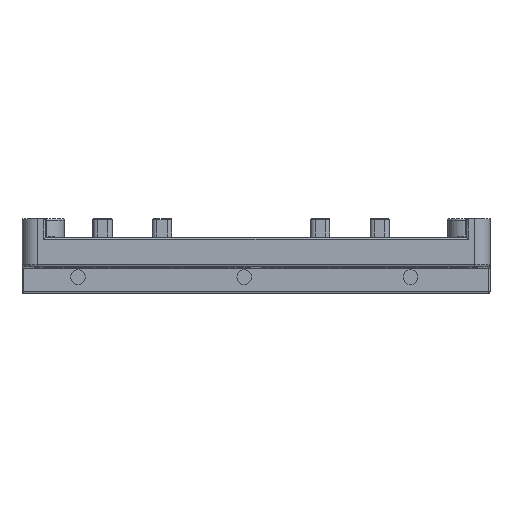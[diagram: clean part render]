
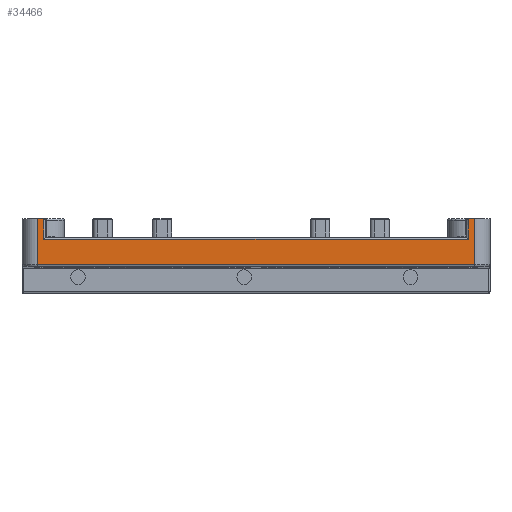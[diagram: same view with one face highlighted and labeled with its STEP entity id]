
A CAD part, top view. The second image highlights one B-rep face of the part: STEP entity #34466.
In plain terms, the highlighted planar face has unit normal (0, 0, 1).
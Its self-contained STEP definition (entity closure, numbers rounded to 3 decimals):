
#153 = ORIENTED_EDGE ( 'NONE', *, *, #13294, .T. ) ;
#313 = PLANE ( 'NONE',  #19529 ) ;
#721 = EDGE_CURVE ( 'NONE', #26808, #19677, #26249, .T. ) ;
#2201 = CARTESIAN_POINT ( 'NONE',  ( -85.15, 18.5, 156.14 ) ) ;
#2202 = CARTESIAN_POINT ( 'NONE',  ( -82.15, 18.5, 156.14 ) ) ;
#2431 = DIRECTION ( 'NONE',  ( -1., 0., 0. ) ) ;
#3240 = CARTESIAN_POINT ( 'NONE',  ( 85.15, 18.5, 156.14 ) ) ;
#4042 = VECTOR ( 'NONE', #14764, 1000. ) ;
#4360 = VECTOR ( 'NONE', #2431, 1000. ) ;
#4435 = CARTESIAN_POINT ( 'NONE',  ( -82.15, 0.5, 156.14 ) ) ;
#7138 = DIRECTION ( 'NONE',  ( 0., 1., 0. ) ) ;
#7366 = VERTEX_POINT ( 'NONE', #2201 ) ;
#7542 = DIRECTION ( 'NONE',  ( 0., 0., -1. ) ) ;
#8305 = VERTEX_POINT ( 'NONE', #39737 ) ;
#8785 = CARTESIAN_POINT ( 'NONE',  ( -82.65, 18.5, 156.14 ) ) ;
#9895 = EDGE_CURVE ( 'NONE', #52273, #26808, #35385, .T. ) ;
#10489 = VECTOR ( 'NONE', #20767, 1000. ) ;
#10498 = LINE ( 'NONE', #34334, #4360 ) ;
#10702 = CARTESIAN_POINT ( 'NONE',  ( 82.15, 18.5, 156.14 ) ) ;
#11825 = FACE_OUTER_BOUND ( 'NONE', #27679, .T. ) ;
#12878 = VECTOR ( 'NONE', #7138, 1000. ) ;
#13294 = EDGE_CURVE ( 'NONE', #7366, #21601, #48028, .T. ) ;
#13774 = LINE ( 'NONE', #4435, #10489 ) ;
#14764 = DIRECTION ( 'NONE',  ( 0., 1., 0. ) ) ;
#14780 = LINE ( 'NONE', #2202, #47703 ) ;
#15134 = CARTESIAN_POINT ( 'NONE',  ( -82.65, 11., 156.14 ) ) ;
#15574 = CARTESIAN_POINT ( 'NONE',  ( -82.15, 11., 156.14 ) ) ;
#16410 = LINE ( 'NONE', #15134, #12878 ) ;
#19394 = DIRECTION ( 'NONE',  ( 0., -1., 0. ) ) ;
#19529 = AXIS2_PLACEMENT_3D ( 'NONE', #15574, #7542, #28170 ) ;
#19677 = VERTEX_POINT ( 'NONE', #34584 ) ;
#19731 = CARTESIAN_POINT ( 'NONE',  ( 85.15, 18.5, 156.14 ) ) ;
#20697 = VECTOR ( 'NONE', #47083, 1000. ) ;
#20719 = EDGE_CURVE ( 'NONE', #49828, #21961, #16410, .T. ) ;
#20767 = DIRECTION ( 'NONE',  ( 1., 0., 0. ) ) ;
#20975 = EDGE_CURVE ( 'NONE', #8305, #49828, #10498, .T. ) ;
#21601 = VERTEX_POINT ( 'NONE', #41998 ) ;
#21961 = VERTEX_POINT ( 'NONE', #8785 ) ;
#23076 = DIRECTION ( 'NONE',  ( 1., 0., 0. ) ) ;
#23775 = DIRECTION ( 'NONE',  ( 0., -1., 0. ) ) ;
#25183 = ORIENTED_EDGE ( 'NONE', *, *, #721, .T. ) ;
#25978 = CARTESIAN_POINT ( 'NONE',  ( 85.15, 0.5, 156.14 ) ) ;
#26249 = LINE ( 'NONE', #10702, #20697 ) ;
#26808 = VERTEX_POINT ( 'NONE', #19731 ) ;
#27276 = CARTESIAN_POINT ( 'NONE',  ( 82.65, 11., 156.14 ) ) ;
#27679 = EDGE_LOOP ( 'NONE', ( #153, #50218, #42706, #25183, #37029, #46648, #45493, #50129 ) ) ;
#27973 = CARTESIAN_POINT ( 'NONE',  ( -85.15, 11., 156.14 ) ) ;
#28170 = DIRECTION ( 'NONE',  ( -1., 0., 0. ) ) ;
#31919 = VECTOR ( 'NONE', #23775, 1000. ) ;
#32601 = EDGE_CURVE ( 'NONE', #19677, #8305, #35308, .T. ) ;
#34274 = EDGE_CURVE ( 'NONE', #7366, #21961, #14780, .T. ) ;
#34334 = CARTESIAN_POINT ( 'NONE',  ( -82.15, 10.5, 156.14 ) ) ;
#34466 = ADVANCED_FACE ( 'NONE', ( #11825 ), #313, .F. ) ;
#34584 = CARTESIAN_POINT ( 'NONE',  ( 82.65, 18.5, 156.14 ) ) ;
#35308 = LINE ( 'NONE', #27276, #31919 ) ;
#35385 = LINE ( 'NONE', #3240, #4042 ) ;
#37029 = ORIENTED_EDGE ( 'NONE', *, *, #32601, .T. ) ;
#39737 = CARTESIAN_POINT ( 'NONE',  ( 82.65, 10.5, 156.14 ) ) ;
#41187 = VECTOR ( 'NONE', #19394, 1000. ) ;
#41998 = CARTESIAN_POINT ( 'NONE',  ( -85.15, 0.5, 156.14 ) ) ;
#42706 = ORIENTED_EDGE ( 'NONE', *, *, #9895, .T. ) ;
#45421 = EDGE_CURVE ( 'NONE', #21601, #52273, #13774, .T. ) ;
#45493 = ORIENTED_EDGE ( 'NONE', *, *, #20719, .T. ) ;
#46648 = ORIENTED_EDGE ( 'NONE', *, *, #20975, .T. ) ;
#46717 = CARTESIAN_POINT ( 'NONE',  ( -82.65, 10.5, 156.14 ) ) ;
#47083 = DIRECTION ( 'NONE',  ( -1., 0., 0. ) ) ;
#47703 = VECTOR ( 'NONE', #23076, 1000. ) ;
#48028 = LINE ( 'NONE', #27973, #41187 ) ;
#49828 = VERTEX_POINT ( 'NONE', #46717 ) ;
#50129 = ORIENTED_EDGE ( 'NONE', *, *, #34274, .F. ) ;
#50218 = ORIENTED_EDGE ( 'NONE', *, *, #45421, .T. ) ;
#52273 = VERTEX_POINT ( 'NONE', #25978 ) ;
